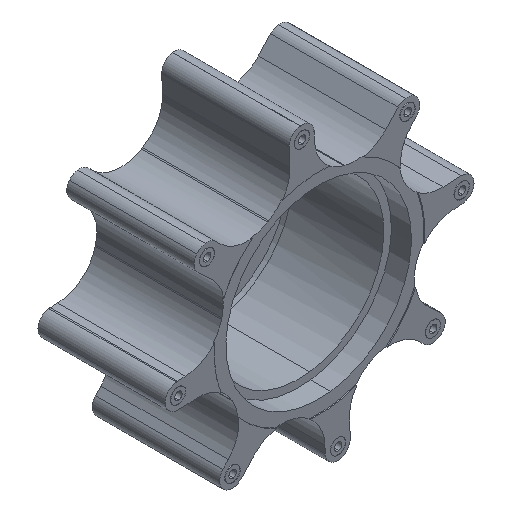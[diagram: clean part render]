
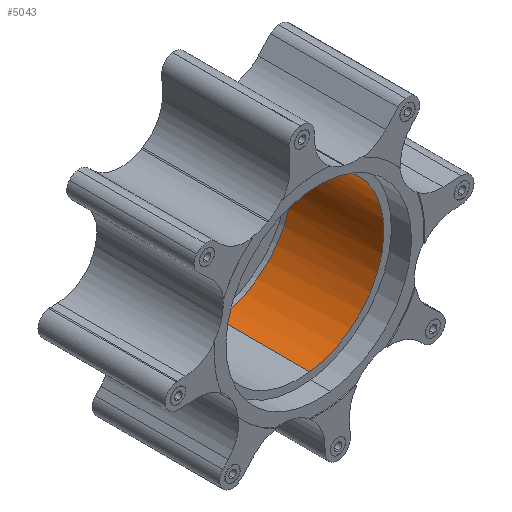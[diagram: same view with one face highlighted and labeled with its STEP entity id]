
A CAD part, isometric view. The second image highlights one B-rep face of the part: STEP entity #5043.
In plain terms, the highlighted cylindrical face has radius 17 mm (diameter 34 mm), a partial arc.
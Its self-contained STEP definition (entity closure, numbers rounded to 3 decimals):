
#268 = DIRECTION ( 'NONE',  ( 0., 1., 0. ) ) ;
#312 = CARTESIAN_POINT ( 'NONE',  ( 0., 22.4, 17. ) ) ;
#357 = VERTEX_POINT ( 'NONE', #4735 ) ;
#368 = ORIENTED_EDGE ( 'NONE', *, *, #2841, .F. ) ;
#459 = CARTESIAN_POINT ( 'NONE',  ( 0., 22.4, 0. ) ) ;
#463 = DIRECTION ( 'NONE',  ( 0., 1., 0. ) ) ;
#622 = VECTOR ( 'NONE', #2947, 1000. ) ;
#641 = DIRECTION ( 'NONE',  ( 0., 0., -1. ) ) ;
#733 = VERTEX_POINT ( 'NONE', #2376 ) ;
#857 = CARTESIAN_POINT ( 'NONE',  ( 0., 22.4, -17. ) ) ;
#901 = CIRCLE ( 'NONE', #4782, 17. ) ;
#909 = CIRCLE ( 'NONE', #1434, 17. ) ;
#965 = DIRECTION ( 'NONE',  ( 0., 1., 0. ) ) ;
#1077 = EDGE_CURVE ( 'NONE', #6053, #357, #1097, .T. ) ;
#1097 = CIRCLE ( 'NONE', #2241, 17. ) ;
#1147 = VERTEX_POINT ( 'NONE', #2831 ) ;
#1278 = LINE ( 'NONE', #1695, #3344 ) ;
#1316 = ORIENTED_EDGE ( 'NONE', *, *, #5333, .F. ) ;
#1365 = AXIS2_PLACEMENT_3D ( 'NONE', #2068, #4041, #641 ) ;
#1412 = VECTOR ( 'NONE', #463, 1000. ) ;
#1418 = CARTESIAN_POINT ( 'NONE',  ( 0., 4.2, 0. ) ) ;
#1434 = AXIS2_PLACEMENT_3D ( 'NONE', #459, #3953, #3004 ) ;
#1623 = VERTEX_POINT ( 'NONE', #2797 ) ;
#1695 = CARTESIAN_POINT ( 'NONE',  ( 0., 4.2, 17. ) ) ;
#1854 = ORIENTED_EDGE ( 'NONE', *, *, #4597, .F. ) ;
#1935 = CARTESIAN_POINT ( 'NONE',  ( 0., 22.4, 0. ) ) ;
#1949 = VERTEX_POINT ( 'NONE', #312 ) ;
#2057 = VERTEX_POINT ( 'NONE', #857 ) ;
#2068 = CARTESIAN_POINT ( 'NONE',  ( 0., 25.4, 0. ) ) ;
#2182 = EDGE_CURVE ( 'NONE', #6053, #1623, #6073, .T. ) ;
#2241 = AXIS2_PLACEMENT_3D ( 'NONE', #3622, #6159, #4741 ) ;
#2327 = CARTESIAN_POINT ( 'NONE',  ( -10.901, 18.9, -13.044 ) ) ;
#2376 = CARTESIAN_POINT ( 'NONE',  ( 0., 4.2, 17. ) ) ;
#2458 = ORIENTED_EDGE ( 'NONE', *, *, #2182, .T. ) ;
#2487 = LINE ( 'NONE', #3963, #622 ) ;
#2747 = ORIENTED_EDGE ( 'NONE', *, *, #1077, .F. ) ;
#2797 = CARTESIAN_POINT ( 'NONE',  ( -16.93, 22.4, 1.545 ) ) ;
#2831 = CARTESIAN_POINT ( 'NONE',  ( 0., 4.2, -17. ) ) ;
#2841 = EDGE_CURVE ( 'NONE', #1147, #733, #901, .T. ) ;
#2947 = DIRECTION ( 'NONE',  ( 0., 1., 0. ) ) ;
#3004 = DIRECTION ( 'NONE',  ( 0., 0., 1. ) ) ;
#3188 = ORIENTED_EDGE ( 'NONE', *, *, #4498, .T. ) ;
#3344 = VECTOR ( 'NONE', #268, 1000. ) ;
#3355 = AXIS2_PLACEMENT_3D ( 'NONE', #1935, #3848, #4858 ) ;
#3369 = EDGE_CURVE ( 'NONE', #357, #3892, #4950, .T. ) ;
#3386 = EDGE_LOOP ( 'NONE', ( #1854, #368, #3188, #1316, #4790, #2747, #2458, #4047 ) ) ;
#3619 = CYLINDRICAL_SURFACE ( 'NONE', #1365, 17. ) ;
#3622 = CARTESIAN_POINT ( 'NONE',  ( 0., 18.9, 0. ) ) ;
#3638 = CARTESIAN_POINT ( 'NONE',  ( -16.93, 18.9, 1.545 ) ) ;
#3848 = DIRECTION ( 'NONE',  ( 0., -1., 0. ) ) ;
#3892 = VERTEX_POINT ( 'NONE', #5004 ) ;
#3940 = VECTOR ( 'NONE', #5848, 1000. ) ;
#3953 = DIRECTION ( 'NONE',  ( 0., -1., 0. ) ) ;
#3963 = CARTESIAN_POINT ( 'NONE',  ( 0., 4.2, -17. ) ) ;
#4041 = DIRECTION ( 'NONE',  ( 0., -1., 0. ) ) ;
#4047 = ORIENTED_EDGE ( 'NONE', *, *, #6376, .F. ) ;
#4498 = EDGE_CURVE ( 'NONE', #1147, #2057, #2487, .T. ) ;
#4597 = EDGE_CURVE ( 'NONE', #733, #1949, #1278, .T. ) ;
#4634 = CIRCLE ( 'NONE', #3355, 17. ) ;
#4735 = CARTESIAN_POINT ( 'NONE',  ( -10.901, 18.9, -13.044 ) ) ;
#4741 = DIRECTION ( 'NONE',  ( -0.996, 0., 0.091 ) ) ;
#4782 = AXIS2_PLACEMENT_3D ( 'NONE', #1418, #965, #5919 ) ;
#4790 = ORIENTED_EDGE ( 'NONE', *, *, #3369, .F. ) ;
#4858 = DIRECTION ( 'NONE',  ( -0.641, 0., -0.767 ) ) ;
#4950 = LINE ( 'NONE', #2327, #3940 ) ;
#5004 = CARTESIAN_POINT ( 'NONE',  ( -10.901, 22.4, -13.044 ) ) ;
#5043 = ADVANCED_FACE ( 'NONE', ( #5131 ), #3619, .F. ) ;
#5131 = FACE_OUTER_BOUND ( 'NONE', #3386, .T. ) ;
#5333 = EDGE_CURVE ( 'NONE', #3892, #2057, #4634, .T. ) ;
#5474 = CARTESIAN_POINT ( 'NONE',  ( -16.93, 18.9, 1.545 ) ) ;
#5848 = DIRECTION ( 'NONE',  ( 0., 1., 0. ) ) ;
#5919 = DIRECTION ( 'NONE',  ( 0., 0., -1. ) ) ;
#6053 = VERTEX_POINT ( 'NONE', #3638 ) ;
#6073 = LINE ( 'NONE', #5474, #1412 ) ;
#6159 = DIRECTION ( 'NONE',  ( 0., -1., 0. ) ) ;
#6376 = EDGE_CURVE ( 'NONE', #1949, #1623, #909, .T. ) ;
